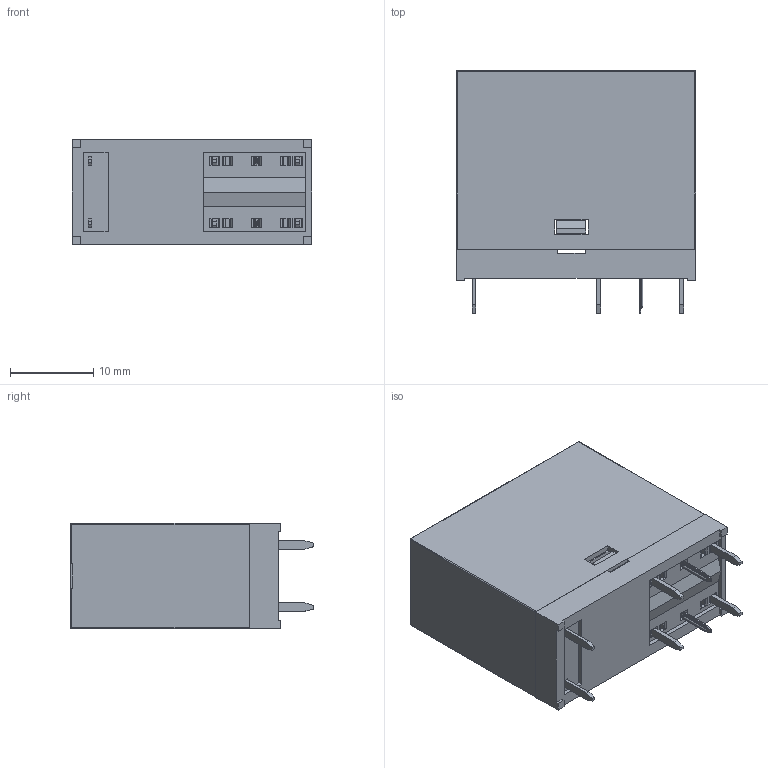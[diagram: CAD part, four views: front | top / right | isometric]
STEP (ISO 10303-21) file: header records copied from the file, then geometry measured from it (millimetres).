
FILE_DESCRIPTION(('STEP AP203'), '1');
FILE_NAME('RP2.52', '', ('UNSPECIFIED'), ('UNSPECIFIED'), 'C3D Converter', 'C3D Toolkit', '');
FILE_SCHEMA(('CONFIG_CONTROL_DESIGN'));
Length unit declared in the file: millimetre
Products named in the file (19): RP2.52; 521; 525; 526; 527; 258; 529; 530; 531; 524; 532; 533; 522; 534; 535; 536; 523
Assembly tree (18 placements, depth 5):
  (unnamed)
    RP2.52
      521
        525
        526
        527
        258
        529
        530
        531
        524
          530
        532
        533
      522
        534
        535
        536
      523
Bounding box: 28.8 x 29.2 x 12.7 mm (x, y, z)
Volume: 1929.1 mm3; surface area: 5856.7 mm2
Topology: 17 solids, 17 shells, 620 faces, 1601 edges, 1018 vertices
Faces by surface type: plane 492, cylinder 92, sphere 20, bspline 16
Full cylindrical faces by diameter (mm): 3 x2
Entity records: 25424 total; most frequent: CARTESIAN_POINT 4308, ORIENTED_EDGE 3190, DIRECTION 2977, EDGE_CURVE 1595, LINE 1395, VECTOR 1395, VERTEX_POINT 1018, AXIS2_PLACEMENT_3D 791
